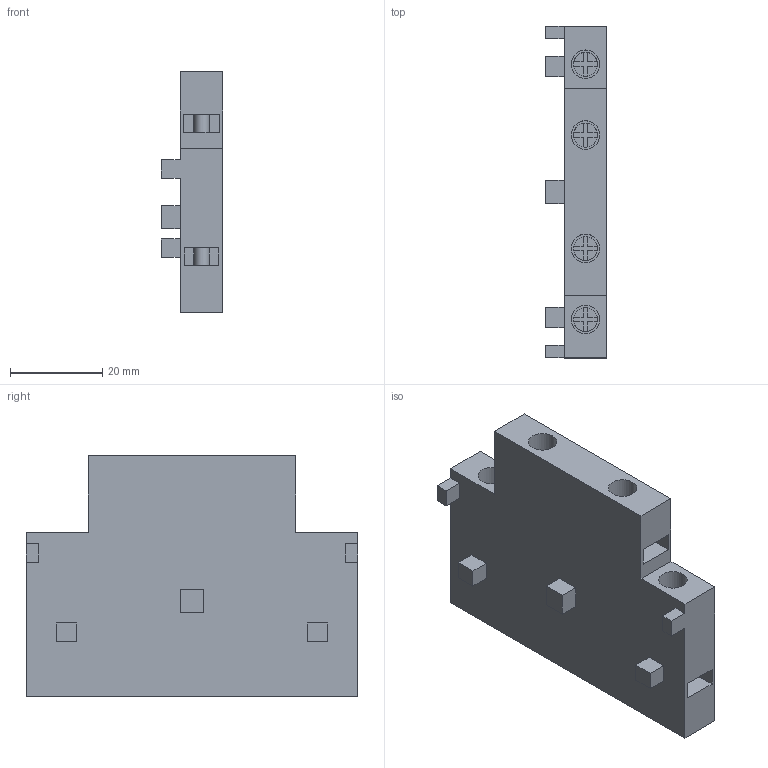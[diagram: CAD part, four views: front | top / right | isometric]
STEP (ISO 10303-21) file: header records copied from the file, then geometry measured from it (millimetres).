
FILE_DESCRIPTION(/* description */ (''),/* implementation_level */ '2;1');
FILE_NAME(/* name */ '100-S_2pol.stp',/* time_stamp */ '2012-07-19T10:43:02+02:00',/* author */ ('rota1'),/* organization */ ('RA'),/* preprocessor_version */ 'ST-DEVELOPER v11',/* originating_system */ 'SIEMENS PLM Software NX 7.5',/* authorisation */ '');
FILE_SCHEMA (('CONFIG_CONTROL_DESIGN'));
Length unit declared in the file: millimetre
Products named in the file (1): 000580_-.001
Bounding box: 13.3 x 72 x 52.3 mm (x, y, z)
Volume: 28396.2 mm3; surface area: 11356.1 mm2
Topology: 1 solids, 1 shells, 121 faces, 316 edges, 212 vertices
Faces by surface type: plane 109, cylinder 12
Full cylindrical faces by diameter (mm): 3.3 x4, 5.2 x4, 6.2 x4
Entity records: 3664 total; most frequent: CARTESIAN_POINT 622, ORIENTED_EDGE 592, DIRECTION 592, EDGE_CURVE 296, LINE 244, VECTOR 244, VERTEX_POINT 204, AXIS2_PLACEMENT_3D 174
